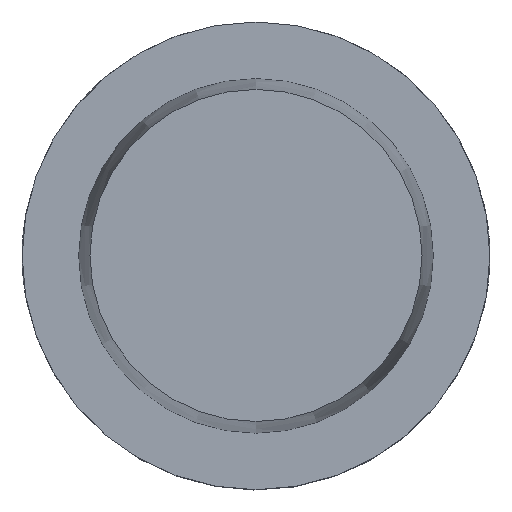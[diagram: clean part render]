
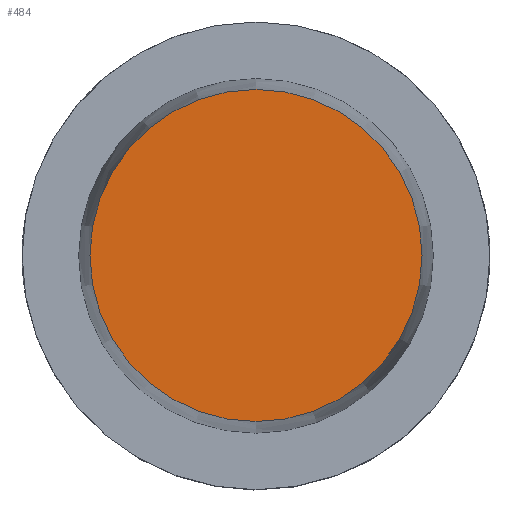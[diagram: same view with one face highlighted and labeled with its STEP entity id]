
A CAD part, top view. The second image highlights one B-rep face of the part: STEP entity #484.
In plain terms, the highlighted planar face has unit normal (0, 0, 1).
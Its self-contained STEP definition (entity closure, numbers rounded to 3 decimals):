
#269=EDGE_CURVE('240[2]',#695,#695,#696,.T.);
#484=ADVANCED_FACE('240[2]',(#981),#982,.T.);
#695=VERTEX_POINT('',#1305);
#696=CIRCLE('',#1306,35.5);
#981=FACE_OUTER_BOUND('',#1980,.T.);
#982=PLANE('',#1981);
#1305=CARTESIAN_POINT('',(0.,35.5,50.0));
#1306=AXIS2_PLACEMENT_3D('',#2226,#2227,#2228);
#1980=EDGE_LOOP('',(#2559));
#1981=AXIS2_PLACEMENT_3D('',#2560,#2561,#2562);
#2226=CARTESIAN_POINT('',(0.,0.,50.0));
#2227=DIRECTION('',(0.,0.,-1.0));
#2228=DIRECTION('',(0.,1.0,0.));
#2559=ORIENTED_EDGE('',*,*,#269,.F.);
#2560=CARTESIAN_POINT('',(0.,17.75,50.0));
#2561=DIRECTION('',(0.,0.,1.0));
#2562=DIRECTION('',(1.0,0.,0.0));
